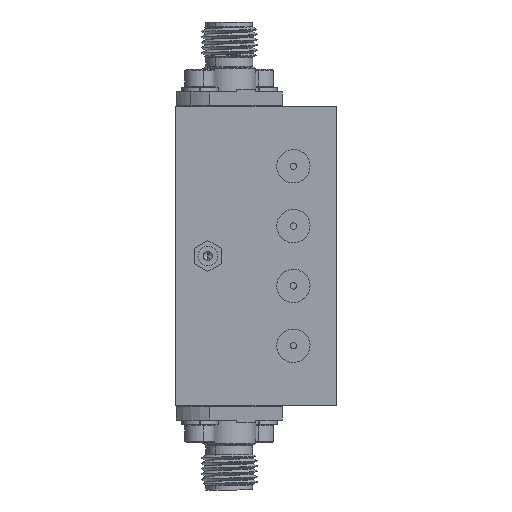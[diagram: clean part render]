
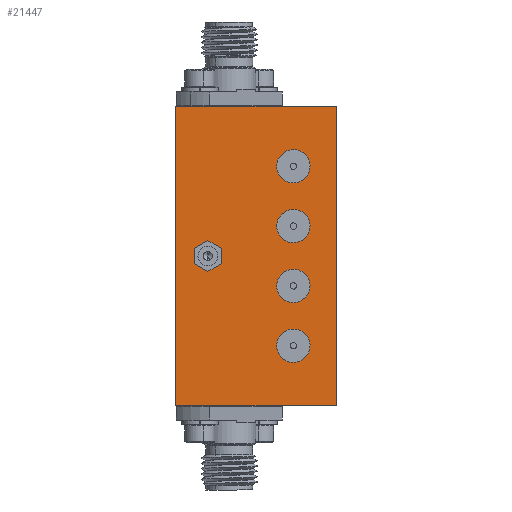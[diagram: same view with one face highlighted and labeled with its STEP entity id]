
A CAD part, left-side view. The second image highlights one B-rep face of the part: STEP entity #21447.
In plain terms, the highlighted planar face has unit normal (-1, 0, 0).
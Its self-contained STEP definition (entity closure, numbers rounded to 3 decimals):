
#554 = VERTEX_POINT ( 'NONE', #38644 ) ;
#848 = LINE ( 'NONE', #58444, #42877 ) ;
#889 = CARTESIAN_POINT ( 'NONE',  ( -21.59, 5.08, -3.556 ) ) ;
#1663 = ORIENTED_EDGE ( 'NONE', *, *, #21203, .F. ) ;
#2608 = DIRECTION ( 'NONE',  ( 0., 0., 1. ) ) ;
#3007 = VERTEX_POINT ( 'NONE', #34325 ) ;
#3175 = CARTESIAN_POINT ( 'NONE',  ( -21.59, 15.24, -1.13 ) ) ;
#4078 = VERTEX_POINT ( 'NONE', #51780 ) ;
#4155 = DIRECTION ( 'NONE',  ( 0., 0., 1. ) ) ;
#4720 = EDGE_LOOP ( 'NONE', ( #29348, #1663 ) ) ;
#4798 = AXIS2_PLACEMENT_3D ( 'NONE', #20374, #34935, #20162 ) ;
#5105 = CARTESIAN_POINT ( 'NONE',  ( -21.59, 5.08, -10.668 ) ) ;
#5840 = CIRCLE ( 'NONE', #51735, 1.727 ) ;
#6886 = FACE_BOUND ( 'NONE', #4720, .T. ) ;
#7578 = CARTESIAN_POINT ( 'NONE',  ( -21.59, 5.08, -3.556 ) ) ;
#7918 = CARTESIAN_POINT ( 'NONE',  ( -21.59, 5.08, 3.556 ) ) ;
#8927 = CARTESIAN_POINT ( 'NONE',  ( -21.59, 5.08, -8.941 ) ) ;
#9205 = CIRCLE ( 'NONE', #55759, 1.727 ) ;
#9542 = DIRECTION ( 'NONE',  ( -1., 0., 0. ) ) ;
#9646 = LINE ( 'NONE', #28254, #61048 ) ;
#9703 = EDGE_CURVE ( 'NONE', #36864, #57234, #63926, .T. ) ;
#10958 = EDGE_CURVE ( 'NONE', #28394, #56417, #34220, .T. ) ;
#11410 = VERTEX_POINT ( 'NONE', #11596 ) ;
#11596 = CARTESIAN_POINT ( 'NONE',  ( -21.59, 5.08, -12.395 ) ) ;
#11940 = ORIENTED_EDGE ( 'NONE', *, *, #24782, .T. ) ;
#12371 = EDGE_CURVE ( 'NONE', #47061, #3007, #54383, .T. ) ;
#13131 = FACE_BOUND ( 'NONE', #35912, .T. ) ;
#13363 = DIRECTION ( 'NONE',  ( -1., 0., 0. ) ) ;
#14077 = EDGE_CURVE ( 'NONE', #4078, #41409, #34831, .T. ) ;
#14377 = CARTESIAN_POINT ( 'NONE',  ( -21.59, 19.05, -17.78 ) ) ;
#14434 = EDGE_LOOP ( 'NONE', ( #31976, #33383 ) ) ;
#15460 = CARTESIAN_POINT ( 'NONE',  ( -21.59, 0., -17.78 ) ) ;
#16607 = EDGE_LOOP ( 'NONE', ( #11940, #45758, #33522, #59832 ) ) ;
#17043 = CIRCLE ( 'NONE', #18593, 1.727 ) ;
#17361 = CARTESIAN_POINT ( 'NONE',  ( -21.59, 19.05, 17.78 ) ) ;
#17514 = DIRECTION ( 'NONE',  ( 0., 0., 1. ) ) ;
#17732 = CARTESIAN_POINT ( 'NONE',  ( -21.59, 5.08, 10.668 ) ) ;
#18018 = CARTESIAN_POINT ( 'NONE',  ( -21.59, 19.05, 17.78 ) ) ;
#18593 = AXIS2_PLACEMENT_3D ( 'NONE', #17732, #22718, #17514 ) ;
#18603 = FACE_OUTER_BOUND ( 'NONE', #16607, .T. ) ;
#20026 = EDGE_CURVE ( 'NONE', #58782, #42925, #848, .T. ) ;
#20162 = DIRECTION ( 'NONE',  ( 0., 0., 1. ) ) ;
#20374 = CARTESIAN_POINT ( 'NONE',  ( -21.59, 5.08, -10.668 ) ) ;
#21203 = EDGE_CURVE ( 'NONE', #41409, #4078, #17043, .T. ) ;
#21447 = ADVANCED_FACE ( 'NONE', ( #29506, #54393, #55136, #13131, #6886, #18603 ), #48652, .F. ) ;
#21939 = ORIENTED_EDGE ( 'NONE', *, *, #12371, .F. ) ;
#22325 = CARTESIAN_POINT ( 'NONE',  ( -21.59, 5.08, 8.941 ) ) ;
#22328 = EDGE_CURVE ( 'NONE', #11410, #37137, #27859, .T. ) ;
#22575 = CARTESIAN_POINT ( 'NONE',  ( -21.59, 15.24, 0. ) ) ;
#22718 = DIRECTION ( 'NONE',  ( -1., 0., 0. ) ) ;
#23597 = CIRCLE ( 'NONE', #52885, 1.727 ) ;
#23618 = DIRECTION ( 'NONE',  ( 1., 0., 0. ) ) ;
#24076 = DIRECTION ( 'NONE',  ( 0., 0., -1. ) ) ;
#24208 = EDGE_CURVE ( 'NONE', #3007, #47061, #5840, .T. ) ;
#24782 = EDGE_CURVE ( 'NONE', #42925, #554, #9646, .T. ) ;
#25578 = DIRECTION ( 'NONE',  ( -1., 0., 0. ) ) ;
#25841 = DIRECTION ( 'NONE',  ( -1., 0., 0. ) ) ;
#26651 = DIRECTION ( 'NONE',  ( 0., 0., 1. ) ) ;
#27314 = DIRECTION ( 'NONE',  ( 0., 0., 1. ) ) ;
#27673 = EDGE_LOOP ( 'NONE', ( #64279, #59571 ) ) ;
#27859 = CIRCLE ( 'NONE', #4798, 1.727 ) ;
#28195 = VECTOR ( 'NONE', #46984, 1000. ) ;
#28248 = VECTOR ( 'NONE', #62181, 1000. ) ;
#28254 = CARTESIAN_POINT ( 'NONE',  ( -21.59, 0., 17.78 ) ) ;
#28394 = VERTEX_POINT ( 'NONE', #30615 ) ;
#28648 = AXIS2_PLACEMENT_3D ( 'NONE', #33969, #54195, #4155 ) ;
#29348 = ORIENTED_EDGE ( 'NONE', *, *, #14077, .F. ) ;
#29506 = FACE_BOUND ( 'NONE', #27673, .T. ) ;
#30281 = AXIS2_PLACEMENT_3D ( 'NONE', #7578, #57207, #2608 ) ;
#30615 = CARTESIAN_POINT ( 'NONE',  ( -21.59, 15.24, 1.13 ) ) ;
#31976 = ORIENTED_EDGE ( 'NONE', *, *, #53092, .F. ) ;
#33383 = ORIENTED_EDGE ( 'NONE', *, *, #9703, .F. ) ;
#33522 = ORIENTED_EDGE ( 'NONE', *, *, #63179, .F. ) ;
#33800 = DIRECTION ( 'NONE',  ( 0., 0., 1. ) ) ;
#33969 = CARTESIAN_POINT ( 'NONE',  ( -21.59, 15.24, 0. ) ) ;
#34063 = DIRECTION ( 'NONE',  ( 0., -1., 0. ) ) ;
#34220 = CIRCLE ( 'NONE', #28648, 1.13 ) ;
#34325 = CARTESIAN_POINT ( 'NONE',  ( -21.59, 5.08, 1.829 ) ) ;
#34606 = ORIENTED_EDGE ( 'NONE', *, *, #24208, .F. ) ;
#34831 = CIRCLE ( 'NONE', #53891, 1.727 ) ;
#34935 = DIRECTION ( 'NONE',  ( -1., 0., 0. ) ) ;
#35232 = AXIS2_PLACEMENT_3D ( 'NONE', #58666, #23618, #24076 ) ;
#35700 = DIRECTION ( 'NONE',  ( 0., 0., 1. ) ) ;
#35912 = EDGE_LOOP ( 'NONE', ( #21939, #34606 ) ) ;
#36297 = CARTESIAN_POINT ( 'NONE',  ( -21.59, 5.08, -1.829 ) ) ;
#36757 = ORIENTED_EDGE ( 'NONE', *, *, #57121, .F. ) ;
#36864 = VERTEX_POINT ( 'NONE', #40201 ) ;
#37137 = VERTEX_POINT ( 'NONE', #8927 ) ;
#38644 = CARTESIAN_POINT ( 'NONE',  ( -21.59, 0., 17.78 ) ) ;
#40201 = CARTESIAN_POINT ( 'NONE',  ( -21.59, 5.08, -5.283 ) ) ;
#41409 = VERTEX_POINT ( 'NONE', #22325 ) ;
#42557 = CARTESIAN_POINT ( 'NONE',  ( -21.59, 19.05, 17.78 ) ) ;
#42877 = VECTOR ( 'NONE', #34063, 1000. ) ;
#42925 = VERTEX_POINT ( 'NONE', #15460 ) ;
#42930 = LINE ( 'NONE', #17361, #28195 ) ;
#43175 = ORIENTED_EDGE ( 'NONE', *, *, #22328, .F. ) ;
#44884 = VERTEX_POINT ( 'NONE', #42557 ) ;
#45758 = ORIENTED_EDGE ( 'NONE', *, *, #60018, .F. ) ;
#45777 = AXIS2_PLACEMENT_3D ( 'NONE', #22575, #62378, #57384 ) ;
#46984 = DIRECTION ( 'NONE',  ( 0., 0., 1. ) ) ;
#47061 = VERTEX_POINT ( 'NONE', #48079 ) ;
#48079 = CARTESIAN_POINT ( 'NONE',  ( -21.59, 5.08, 5.283 ) ) ;
#48268 = DIRECTION ( 'NONE',  ( 0., 0., 1. ) ) ;
#48652 = PLANE ( 'NONE',  #35232 ) ;
#49408 = EDGE_LOOP ( 'NONE', ( #36757, #43175 ) ) ;
#50014 = LINE ( 'NONE', #18018, #28248 ) ;
#51105 = DIRECTION ( 'NONE',  ( 0., 0., 1. ) ) ;
#51680 = CARTESIAN_POINT ( 'NONE',  ( -21.59, 5.08, 3.556 ) ) ;
#51735 = AXIS2_PLACEMENT_3D ( 'NONE', #51680, #57128, #27314 ) ;
#51780 = CARTESIAN_POINT ( 'NONE',  ( -21.59, 5.08, 12.395 ) ) ;
#52885 = AXIS2_PLACEMENT_3D ( 'NONE', #889, #9542, #35700 ) ;
#53092 = EDGE_CURVE ( 'NONE', #57234, #36864, #23597, .T. ) ;
#53554 = CIRCLE ( 'NONE', #45777, 1.13 ) ;
#53891 = AXIS2_PLACEMENT_3D ( 'NONE', #56541, #25841, #51105 ) ;
#54195 = DIRECTION ( 'NONE',  ( -1., 0., 0. ) ) ;
#54383 = CIRCLE ( 'NONE', #56706, 1.727 ) ;
#54393 = FACE_BOUND ( 'NONE', #49408, .T. ) ;
#55136 = FACE_BOUND ( 'NONE', #14434, .T. ) ;
#55759 = AXIS2_PLACEMENT_3D ( 'NONE', #5105, #25578, #26651 ) ;
#56417 = VERTEX_POINT ( 'NONE', #3175 ) ;
#56541 = CARTESIAN_POINT ( 'NONE',  ( -21.59, 5.08, 10.668 ) ) ;
#56706 = AXIS2_PLACEMENT_3D ( 'NONE', #7918, #13363, #33800 ) ;
#57121 = EDGE_CURVE ( 'NONE', #37137, #11410, #9205, .T. ) ;
#57128 = DIRECTION ( 'NONE',  ( -1., 0., 0. ) ) ;
#57207 = DIRECTION ( 'NONE',  ( -1., 0., 0. ) ) ;
#57234 = VERTEX_POINT ( 'NONE', #36297 ) ;
#57384 = DIRECTION ( 'NONE',  ( 0., 0., 1. ) ) ;
#57392 = EDGE_CURVE ( 'NONE', #56417, #28394, #53554, .T. ) ;
#58444 = CARTESIAN_POINT ( 'NONE',  ( -21.59, 19.05, -17.78 ) ) ;
#58666 = CARTESIAN_POINT ( 'NONE',  ( -21.59, 19.05, 17.78 ) ) ;
#58782 = VERTEX_POINT ( 'NONE', #14377 ) ;
#59571 = ORIENTED_EDGE ( 'NONE', *, *, #57392, .F. ) ;
#59832 = ORIENTED_EDGE ( 'NONE', *, *, #20026, .T. ) ;
#60018 = EDGE_CURVE ( 'NONE', #44884, #554, #50014, .T. ) ;
#61048 = VECTOR ( 'NONE', #48268, 1000. ) ;
#62181 = DIRECTION ( 'NONE',  ( 0., -1., 0. ) ) ;
#62378 = DIRECTION ( 'NONE',  ( -1., 0., 0. ) ) ;
#63179 = EDGE_CURVE ( 'NONE', #58782, #44884, #42930, .T. ) ;
#63926 = CIRCLE ( 'NONE', #30281, 1.727 ) ;
#64279 = ORIENTED_EDGE ( 'NONE', *, *, #10958, .F. ) ;
